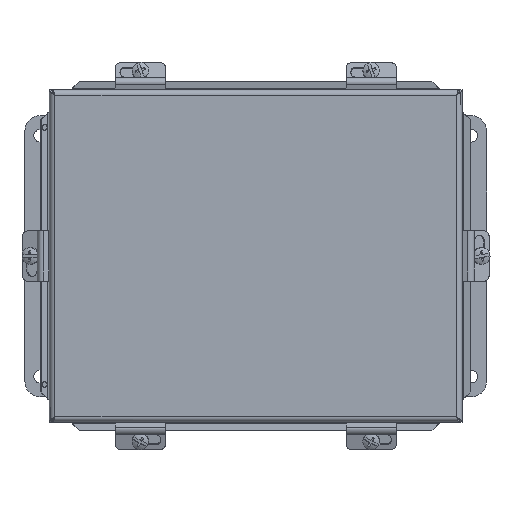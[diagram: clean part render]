
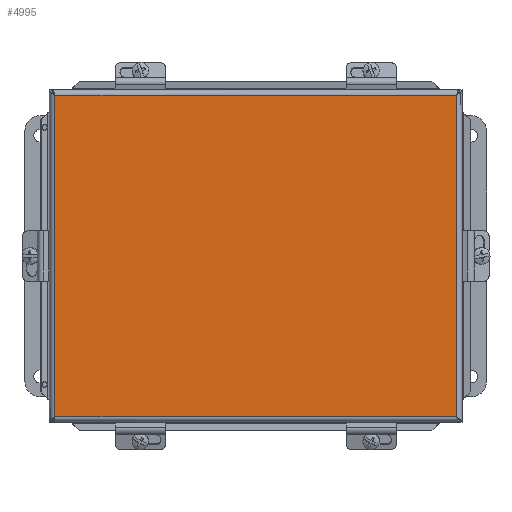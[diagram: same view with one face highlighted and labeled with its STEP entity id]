
A CAD part, top view. The second image highlights one B-rep face of the part: STEP entity #4995.
In plain terms, the highlighted planar face has unit normal (0, 0, 1).
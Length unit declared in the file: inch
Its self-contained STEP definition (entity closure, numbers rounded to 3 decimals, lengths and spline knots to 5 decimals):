
#635=PLANE('',#5570);
#893=LINE('',#7838,#1374);
#926=LINE('',#8081,#1407);
#1028=LINE('',#8528,#1509);
#1029=LINE('',#8530,#1510);
#1374=VECTOR('',#6234,0.3937);
#1407=VECTOR('',#6287,0.3937);
#1509=VECTOR('',#6561,0.3937);
#1510=VECTOR('',#6564,0.3937);
#1897=FACE_OUTER_BOUND('',#2195,.T.);
#2195=EDGE_LOOP('',(#4408,#4409,#4410,#4411));
#2555=VERTEX_POINT('',#7559);
#2586=VERTEX_POINT('',#7707);
#2614=VERTEX_POINT('',#7837);
#2626=VERTEX_POINT('',#7994);
#3100=EDGE_CURVE('',#2614,#2586,#893,.T.);
#3142=EDGE_CURVE('',#2555,#2626,#926,.T.);
#3280=EDGE_CURVE('',#2586,#2555,#1028,.T.);
#3281=EDGE_CURVE('',#2626,#2614,#1029,.T.);
#4408=ORIENTED_EDGE('',*,*,#3280,.T.);
#4409=ORIENTED_EDGE('',*,*,#3142,.T.);
#4410=ORIENTED_EDGE('',*,*,#3281,.T.);
#4411=ORIENTED_EDGE('',*,*,#3100,.T.);
#4995=ADVANCED_FACE('',(#1897),#635,.T.);
#5570=AXIS2_PLACEMENT_3D('',#8531,#6565,#6566);
#6234=DIRECTION('',(0.,-1.,0.));
#6287=DIRECTION('',(0.,1.,0.));
#6561=DIRECTION('',(1.,0.,0.));
#6564=DIRECTION('',(-1.,0.,0.));
#6565=DIRECTION('center_axis',(0.,0.,1.));
#6566=DIRECTION('ref_axis',(1.,0.,0.));
#7559=CARTESIAN_POINT('',(4.0035,-5.0035,0.059));
#7707=CARTESIAN_POINT('',(-4.0035,-5.0035,0.059));
#7837=CARTESIAN_POINT('',(-4.0035,5.0035,0.059));
#7838=CARTESIAN_POINT('',(-4.0035,2.50175,0.059));
#7994=CARTESIAN_POINT('',(4.0035,5.0035,0.059));
#8081=CARTESIAN_POINT('',(4.0035,-2.50175,0.059));
#8528=CARTESIAN_POINT('',(-2.00175,-5.0035,0.059));
#8530=CARTESIAN_POINT('',(2.00175,5.0035,0.059));
#8531=CARTESIAN_POINT('Origin',(0.,0.,0.059));
